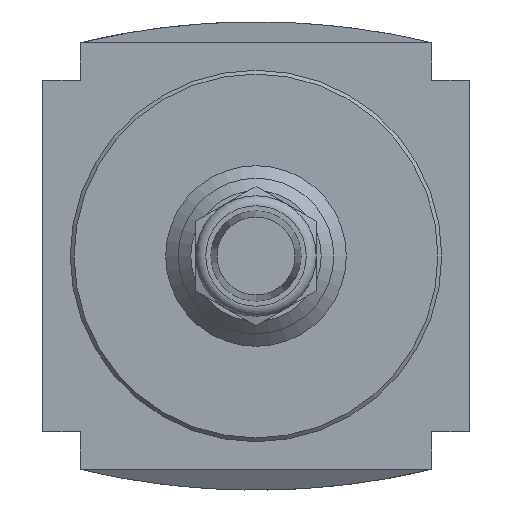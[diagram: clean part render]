
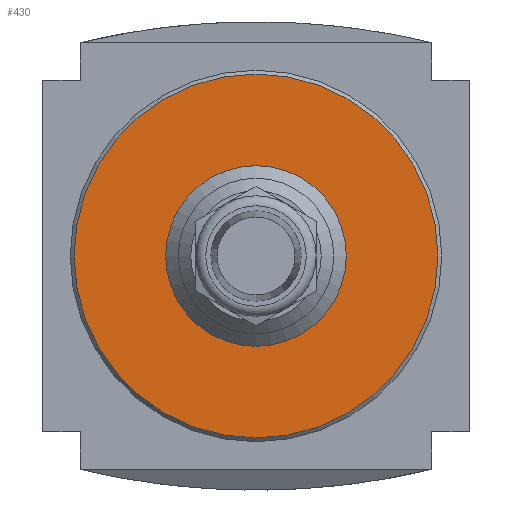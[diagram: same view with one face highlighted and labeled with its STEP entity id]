
A CAD part, front view. The second image highlights one B-rep face of the part: STEP entity #430.
In plain terms, the highlighted planar face has unit normal (0, -1, 0).
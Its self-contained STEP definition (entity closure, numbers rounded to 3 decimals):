
#430 = ADVANCED_FACE( '', ( #1050, #1051 ), #1052, .F. );
#1050 = FACE_BOUND( '', #1838, .T. );
#1051 = FACE_OUTER_BOUND( '', #1839, .T. );
#1052 = PLANE( '', #1840 );
#1838 = EDGE_LOOP( '', ( #3925 ) );
#1839 = EDGE_LOOP( '', ( #3926 ) );
#1840 = AXIS2_PLACEMENT_3D( '', #3927, #3928, #3929 );
#3925 = ORIENTED_EDGE( '', *, *, #4955, .F. );
#3926 = ORIENTED_EDGE( '', *, *, #5497, .T. );
#3927 = CARTESIAN_POINT( '', ( 36.25, -54., 0. ) );
#3928 = DIRECTION( '', ( 0., 1., 0. ) );
#3929 = DIRECTION( '', ( 0., 0., 1. ) );
#4955 = EDGE_CURVE( '', #5820, #5820, #5821, .T. );
#5497 = EDGE_CURVE( '', #6724, #6724, #6725, .T. );
#5820 = VERTEX_POINT( '', #7250 );
#5821 = CIRCLE( '', #7251, 18. );
#6724 = VERTEX_POINT( '', #8588 );
#6725 = CIRCLE( '', #8589, 36.25 );
#7250 = CARTESIAN_POINT( '', ( 0., -54., -18. ) );
#7251 = AXIS2_PLACEMENT_3D( '', #9291, #9292, #9293 );
#8588 = CARTESIAN_POINT( '', ( 0., -54., -36.25 ) );
#8589 = AXIS2_PLACEMENT_3D( '', #10049, #10050, #10051 );
#9291 = CARTESIAN_POINT( '', ( 0., -54., 0. ) );
#9292 = DIRECTION( '', ( 0., -1., 0. ) );
#9293 = DIRECTION( '', ( 0., 0., -1. ) );
#10049 = CARTESIAN_POINT( '', ( 0., -54., 0. ) );
#10050 = DIRECTION( '', ( 0., -1., 0. ) );
#10051 = DIRECTION( '', ( 0., 0., -1. ) );
